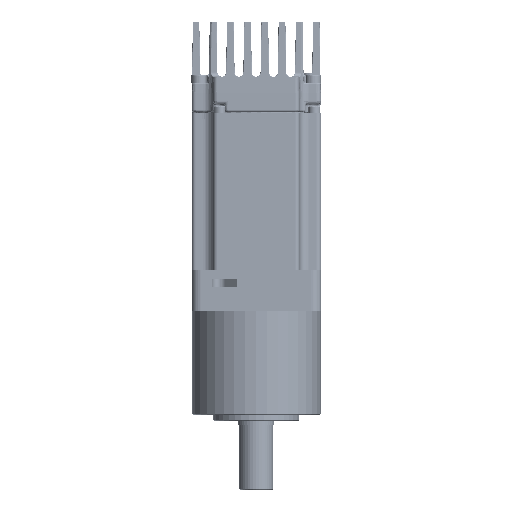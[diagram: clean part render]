
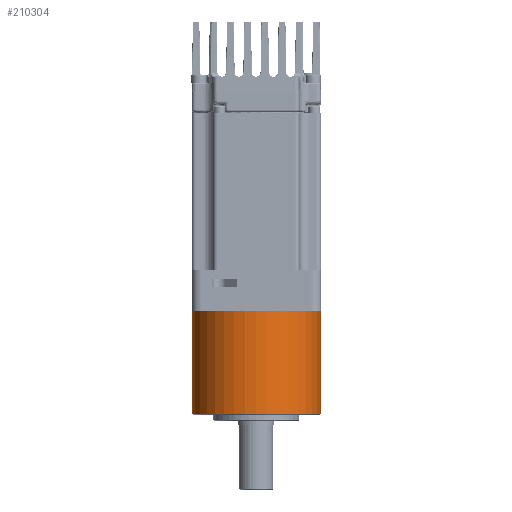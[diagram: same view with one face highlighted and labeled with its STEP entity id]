
A CAD part, front view. The second image highlights one B-rep face of the part: STEP entity #210304.
In plain terms, the highlighted cylindrical face has radius 30 mm (diameter 60 mm), a partial arc.
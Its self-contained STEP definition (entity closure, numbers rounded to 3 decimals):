
#2179 = CARTESIAN_POINT ( 'NONE',  ( -19.732, -76.495, 64.9 ) ) ;
#3533 = CIRCLE ( 'NONE', #65310, 30. ) ;
#4773 = CARTESIAN_POINT ( 'NONE',  ( 10.268, -46.495, 112.4 ) ) ;
#13304 = DIRECTION ( 'NONE',  ( -1., 0., 0. ) ) ;
#22312 = CARTESIAN_POINT ( 'NONE',  ( -49.732, -46.495, 112.4 ) ) ;
#25465 = DIRECTION ( 'NONE',  ( 0., 0., 1. ) ) ;
#34278 = CARTESIAN_POINT ( 'NONE',  ( -19.732, -46.495, 64.9 ) ) ;
#63752 = DIRECTION ( 'NONE',  ( -1., 0., 0. ) ) ;
#65310 = AXIS2_PLACEMENT_3D ( 'NONE', #34278, #238976, #63752 ) ;
#72342 = VERTEX_POINT ( 'NONE', #331038 ) ;
#86674 = DIRECTION ( 'NONE',  ( -1., 0., 0. ) ) ;
#93777 = CIRCLE ( 'NONE', #200063, 30. ) ;
#111674 = VECTOR ( 'NONE', #238901, 1000. ) ;
#113658 = CARTESIAN_POINT ( 'NONE',  ( -19.732, -46.495, 112.4 ) ) ;
#122888 = CYLINDRICAL_SURFACE ( 'NONE', #322230, 30. ) ;
#158193 = EDGE_CURVE ( 'NONE', #72342, #321504, #3533, .T. ) ;
#163265 = EDGE_CURVE ( 'NONE', #259424, #72342, #309048, .T. ) ;
#173114 = EDGE_LOOP ( 'NONE', ( #358896, #177397, #185242, #269393, #342409 ) ) ;
#173828 = EDGE_CURVE ( 'NONE', #322237, #259424, #93777, .T. ) ;
#177397 = ORIENTED_EDGE ( 'NONE', *, *, #173828, .T. ) ;
#185242 = ORIENTED_EDGE ( 'NONE', *, *, #163265, .T. ) ;
#188638 = DIRECTION ( 'NONE',  ( 0., 0., -1. ) ) ;
#197404 = VERTEX_POINT ( 'NONE', #339960 ) ;
#200063 = AXIS2_PLACEMENT_3D ( 'NONE', #363841, #188638, #13304 ) ;
#200763 = EDGE_CURVE ( 'NONE', #321504, #197404, #272145, .T. ) ;
#200806 = CARTESIAN_POINT ( 'NONE',  ( -19.732, -46.495, 64.9 ) ) ;
#210304 = ADVANCED_FACE ( 'NONE', ( #306001 ), #122888, .T. ) ;
#212430 = EDGE_CURVE ( 'NONE', #322237, #197404, #335934, .T. ) ;
#214958 = AXIS2_PLACEMENT_3D ( 'NONE', #200806, #25465, #230214 ) ;
#222033 = VECTOR ( 'NONE', #256490, 1000. ) ;
#230214 = DIRECTION ( 'NONE',  ( -1., 0., 0. ) ) ;
#235602 = CARTESIAN_POINT ( 'NONE',  ( -49.732, -46.495, 112.4 ) ) ;
#238901 = DIRECTION ( 'NONE',  ( 0., 0., -1. ) ) ;
#238976 = DIRECTION ( 'NONE',  ( 0., 0., 1. ) ) ;
#256490 = DIRECTION ( 'NONE',  ( 0., 0., -1. ) ) ;
#259424 = VERTEX_POINT ( 'NONE', #235602 ) ;
#269393 = ORIENTED_EDGE ( 'NONE', *, *, #158193, .T. ) ;
#272145 = CIRCLE ( 'NONE', #214958, 30. ) ;
#288011 = CARTESIAN_POINT ( 'NONE',  ( 10.268, -46.495, 112.4 ) ) ;
#306001 = FACE_OUTER_BOUND ( 'NONE', #173114, .T. ) ;
#309048 = LINE ( 'NONE', #22312, #222033 ) ;
#321504 = VERTEX_POINT ( 'NONE', #2179 ) ;
#322230 = AXIS2_PLACEMENT_3D ( 'NONE', #113658, #348950, #86674 ) ;
#322237 = VERTEX_POINT ( 'NONE', #288011 ) ;
#331038 = CARTESIAN_POINT ( 'NONE',  ( -49.732, -46.495, 64.9 ) ) ;
#335934 = LINE ( 'NONE', #4773, #111674 ) ;
#339960 = CARTESIAN_POINT ( 'NONE',  ( 10.268, -46.495, 64.9 ) ) ;
#342409 = ORIENTED_EDGE ( 'NONE', *, *, #200763, .T. ) ;
#348950 = DIRECTION ( 'NONE',  ( 0., 0., -1. ) ) ;
#358896 = ORIENTED_EDGE ( 'NONE', *, *, #212430, .F. ) ;
#363841 = CARTESIAN_POINT ( 'NONE',  ( -19.732, -46.495, 112.4 ) ) ;
